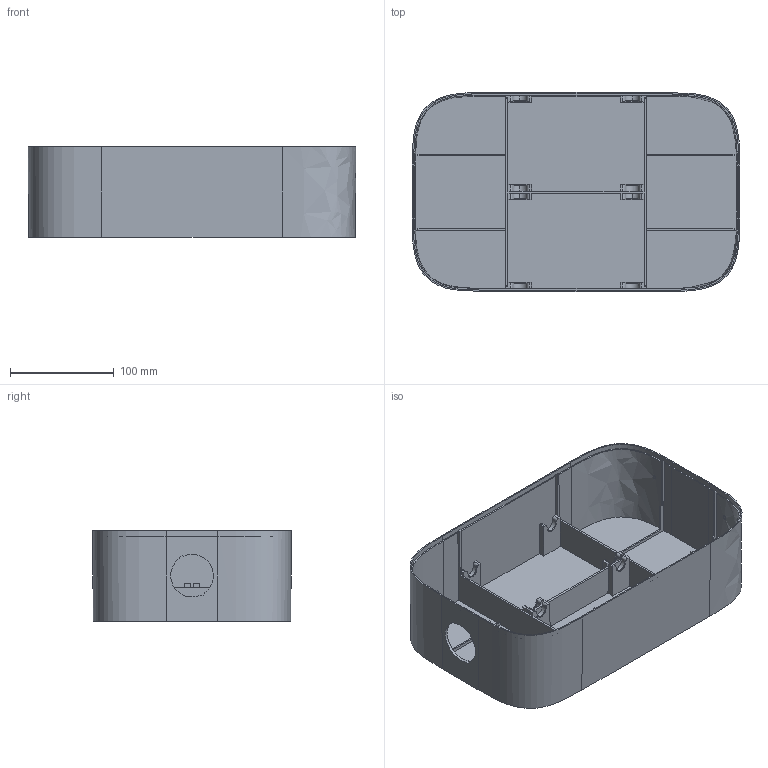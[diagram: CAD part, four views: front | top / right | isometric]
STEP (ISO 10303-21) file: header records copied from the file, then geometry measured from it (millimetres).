
FILE_DESCRIPTION (( 'STEP AP203' ), '1' );
FILE_NAME ('Base.STEP', '2016-12-08T07:11:24', ( '' ), ( '' ), 'SwSTEP 2.0', 'SolidWorks 2016', '' );
FILE_SCHEMA (( 'CONFIG_CONTROL_DESIGN' ));
Length unit declared in the file: metre
Products named in the file (1): Base
Bounding box: 315.51 x 191.51 x 86.65 mm (x, y, z)
Surface area: 306415.3 mm2 (no closed solid volume)
Topology: 0 solids, 5 shells, 254 faces, 720 edges, 474 vertices
Faces by surface type: plane 160, cylinder 58, bspline 36
Entity records: 10564 total; most frequent: CARTESIAN_POINT 4266, ORIENTED_EDGE 1432, DIRECTION 1097, EDGE_CURVE 720, LINE 503, VECTOR 503, VERTEX_POINT 474, AXIS2_PLACEMENT_3D 297
